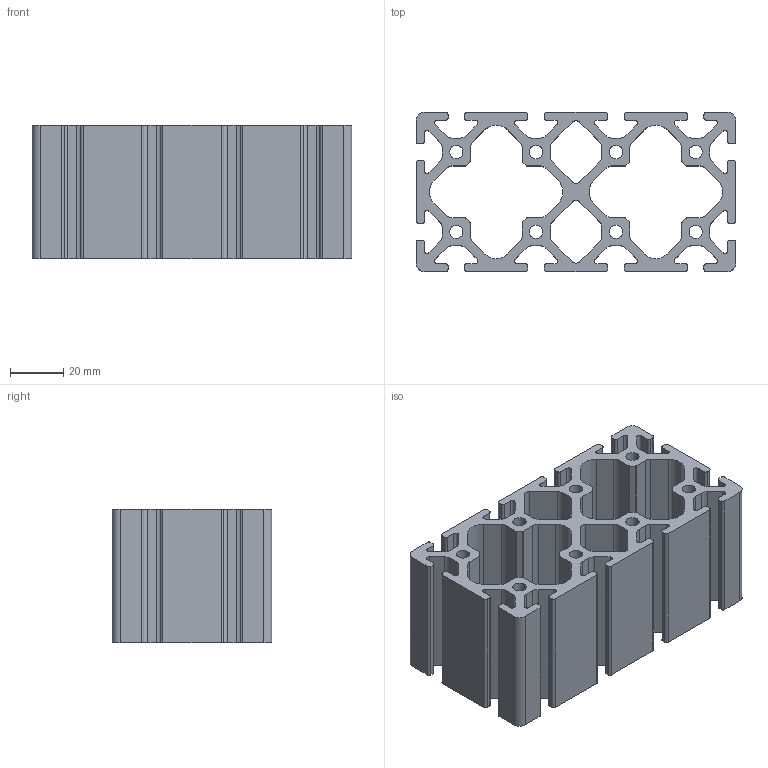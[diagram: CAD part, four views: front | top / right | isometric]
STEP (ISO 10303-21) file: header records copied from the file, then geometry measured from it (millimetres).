
FILE_DESCRIPTION (( 'STEP AP214' ), '1' );
FILE_NAME ('BASE06E0091-Profilé 6 120x60 lourd.step', '2023-03-24T09:32:42', ( 'Altae' ), ( '' ), 'SwSTEP 2.0', 'SolidWorks 2021', '' );
FILE_SCHEMA (( 'AUTOMOTIVE_DESIGN' ));
Length unit declared in the file: millimetre
Products named in the file (1): BASE06E0091-Profilé 6 120x60 lourd
Bounding box: 120 x 60 x 50 mm (x, y, z)
Volume: 125165.6 mm3; surface area: 69848.4 mm2
Topology: 1 solids, 1 shells, 332 faces, 990 edges, 660 vertices
Faces by surface type: cylinder 178, plane 154
Entity records: 11352 total; most frequent: DIRECTION 2012, CARTESIAN_POINT 1983, ORIENTED_EDGE 1980, EDGE_CURVE 990, AXIS2_PLACEMENT_3D 689, VERTEX_POINT 660, VECTOR 634, LINE 634
